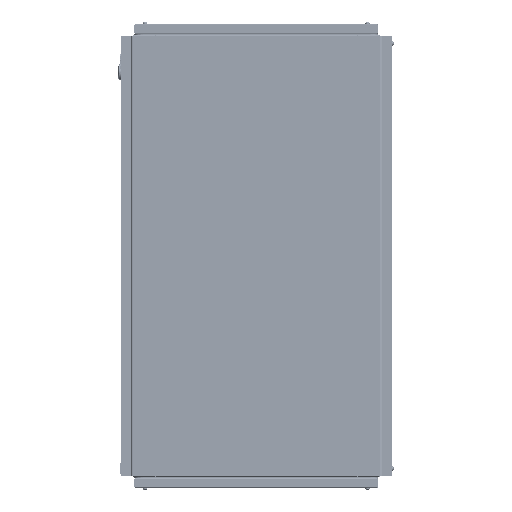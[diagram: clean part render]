
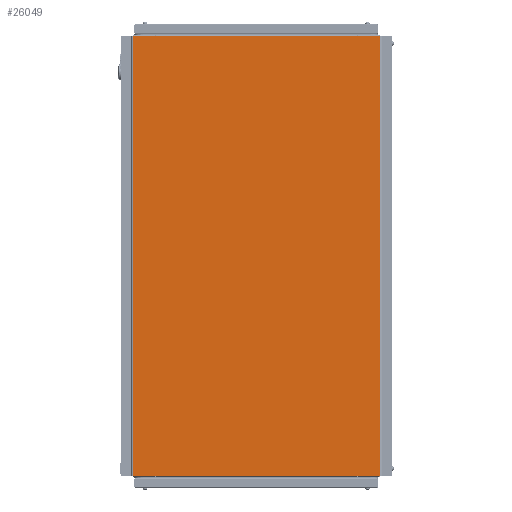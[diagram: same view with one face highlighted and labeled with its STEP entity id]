
A CAD part, front view. The second image highlights one B-rep face of the part: STEP entity #26049.
In plain terms, the highlighted planar face has unit normal (0, -1, 0).
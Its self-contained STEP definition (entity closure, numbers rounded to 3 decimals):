
#493 = PLANE ( 'NONE',  #48445 ) ;
#816 = FACE_OUTER_BOUND ( 'NONE', #20418, .T. ) ;
#2750 = CARTESIAN_POINT ( 'NONE',  ( 469.2, -20., 799. ) ) ;
#5903 = CARTESIAN_POINT ( 'NONE',  ( 19.8, -20., 799. ) ) ;
#6156 = VECTOR ( 'NONE', #58692, 1000. ) ;
#9404 = DIRECTION ( 'NONE',  ( 1., 0., 0. ) ) ;
#11264 = ORIENTED_EDGE ( 'NONE', *, *, #39027, .F. ) ;
#18895 = VECTOR ( 'NONE', #61102, 1000. ) ;
#19518 = CARTESIAN_POINT ( 'NONE',  ( 20.8, -20., 799. ) ) ;
#19553 = LINE ( 'NONE', #5903, #44797 ) ;
#20186 = CARTESIAN_POINT ( 'NONE',  ( 19.8, -20., 799. ) ) ;
#20418 = EDGE_LOOP ( 'NONE', ( #48074, #11264, #29018, #57802 ) ) ;
#21958 = CARTESIAN_POINT ( 'NONE',  ( 469.2, -20., 799. ) ) ;
#26049 = ADVANCED_FACE ( 'NONE', ( #816 ), #493, .F. ) ;
#29018 = ORIENTED_EDGE ( 'NONE', *, *, #57310, .F. ) ;
#31093 = EDGE_CURVE ( 'NONE', #55645, #61446, #39305, .T. ) ;
#31733 = DIRECTION ( 'NONE',  ( 1., 0., 0. ) ) ;
#33317 = LINE ( 'NONE', #21958, #18895 ) ;
#39027 = EDGE_CURVE ( 'NONE', #55951, #45714, #33317, .T. ) ;
#39305 = LINE ( 'NONE', #19518, #6156 ) ;
#43071 = CARTESIAN_POINT ( 'NONE',  ( 469.2, -20., 0. ) ) ;
#44715 = DIRECTION ( 'NONE',  ( -1., 0., 0. ) ) ;
#44797 = VECTOR ( 'NONE', #9404, 1000. ) ;
#45714 = VERTEX_POINT ( 'NONE', #43071 ) ;
#47369 = CARTESIAN_POINT ( 'NONE',  ( 20.8, -20., 799. ) ) ;
#48074 = ORIENTED_EDGE ( 'NONE', *, *, #55466, .T. ) ;
#48445 = AXIS2_PLACEMENT_3D ( 'NONE', #20186, #59018, #44715 ) ;
#55046 = CARTESIAN_POINT ( 'NONE',  ( 20.8, -20., 0. ) ) ;
#55052 = LINE ( 'NONE', #56229, #58946 ) ;
#55466 = EDGE_CURVE ( 'NONE', #61446, #45714, #55052, .T. ) ;
#55645 = VERTEX_POINT ( 'NONE', #47369 ) ;
#55951 = VERTEX_POINT ( 'NONE', #2750 ) ;
#56229 = CARTESIAN_POINT ( 'NONE',  ( 19.8, -20., 0. ) ) ;
#57310 = EDGE_CURVE ( 'NONE', #55645, #55951, #19553, .T. ) ;
#57802 = ORIENTED_EDGE ( 'NONE', *, *, #31093, .T. ) ;
#58692 = DIRECTION ( 'NONE',  ( 0., 0., -1. ) ) ;
#58946 = VECTOR ( 'NONE', #31733, 1000. ) ;
#59018 = DIRECTION ( 'NONE',  ( 0., 1., 0. ) ) ;
#61102 = DIRECTION ( 'NONE',  ( 0., 0., -1. ) ) ;
#61446 = VERTEX_POINT ( 'NONE', #55046 ) ;
